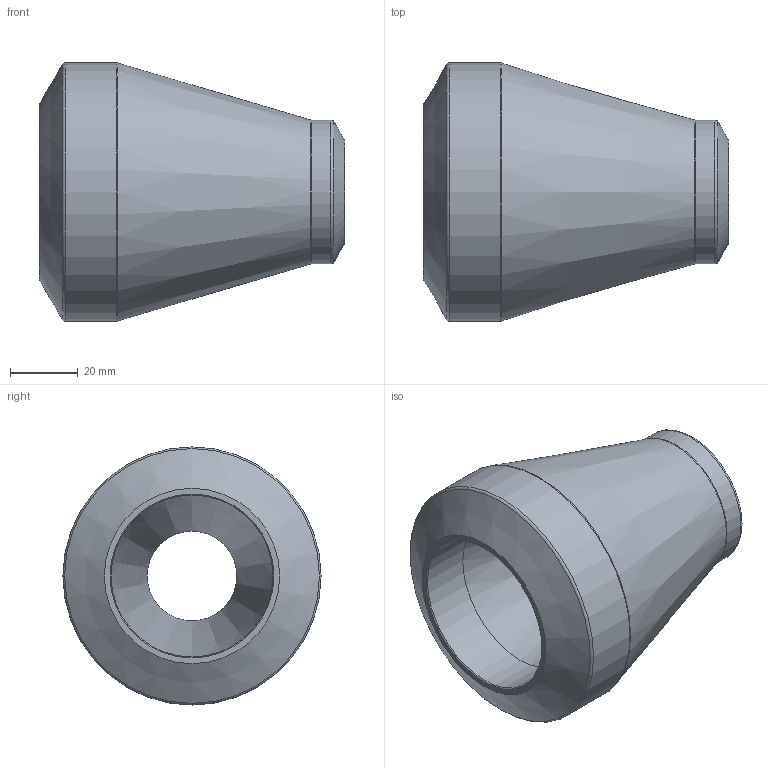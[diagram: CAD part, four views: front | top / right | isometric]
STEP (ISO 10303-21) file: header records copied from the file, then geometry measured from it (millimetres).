
FILE_DESCRIPTION(/* description */ (''),/* implementation_level */ '2;1');
FILE_NAME(/* name */ 'X-KOR7611424248.stp',/* time_stamp */ '2023-05-02T11:01:30+02:00',/* author */ (''),/* organization */ (''),/* preprocessor_version */ 'ST-DEVELOPER v16',/* originating_system */ 'SIEMENS PLM Software NX 10.0',/* authorisation */ '');
FILE_SCHEMA (('AUTOMOTIVE_DESIGN { 1 0 10303 214 3 1 1 1 }'));
Length unit declared in the file: millimetre
Products named in the file (1): X-KOR
Bounding box: 90 x 76.1 x 76.1 mm (x, y, z)
Volume: 169867.5 mm3; surface area: 30268.4 mm2
Topology: 1 solids, 1 shells, 16 faces, 35 edges, 21 vertices
Faces by surface type: cone 6, cylinder 4, torus 4, plane 2
Full cylindrical faces by diameter (mm): 26.4 x1, 42.4 x1, 47.7 x1, 76.1 x1
Entity records: 352 total; most frequent: DIRECTION 66, CARTESIAN_POINT 49, AXIS2_PLACEMENT_3D 33, FACE_BOUND 32, EDGE_LOOP 32, ORIENTED_EDGE 32, ADVANCED_FACE 16, VERTEX_POINT 16
